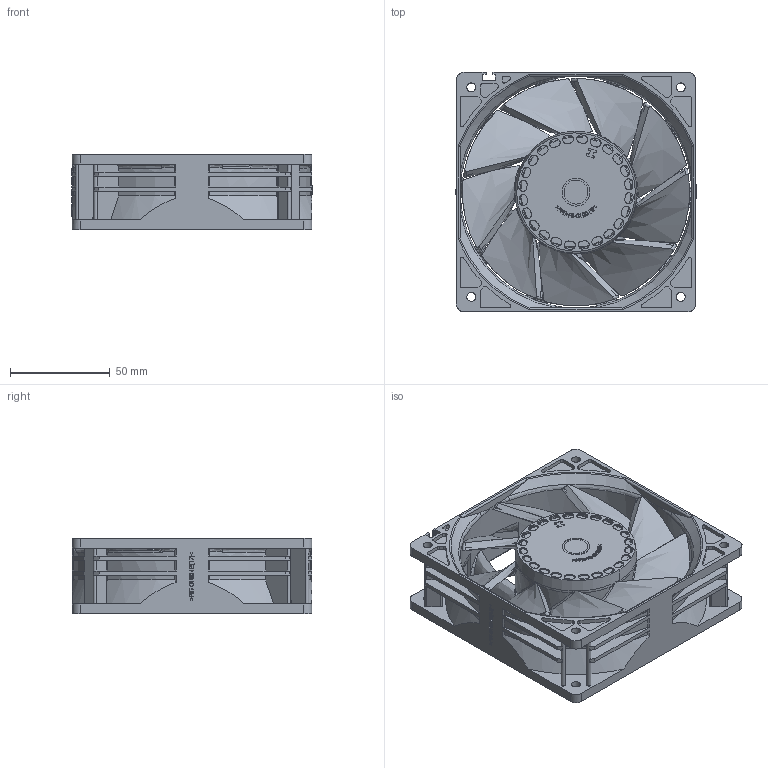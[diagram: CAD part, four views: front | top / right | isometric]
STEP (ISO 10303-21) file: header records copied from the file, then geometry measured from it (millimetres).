
FILE_DESCRIPTION (( 'STEP AP214' ), '1' );
FILE_NAME ('GTW012FU804.STEP', '2017-12-20T01:21:00', ( 'Delta' ), ( '' ), 'SwSTEP 2.0', 'SolidWorks 2011', '' );
FILE_SCHEMA (( 'AUTOMOTIVE_DESIGN' ));
Length unit declared in the file: millimetre
Products named in the file (1): GTW012FU804
Bounding box: 120.4 x 120.2 x 38 mm (x, y, z)
Volume: 127327.9 mm3; surface area: 110624.1 mm2
Topology: 3 solids, 3 shells, 2427 faces, 6719 edges, 4355 vertices
Faces by surface type: plane 905, bspline 716, cylinder 709, torus 52, cone 45
Entity records: 182514 total; most frequent: CARTESIAN_POINT 101595, ORIENTED_EDGE 13308, DIRECTION 8024, EDGE_CURVE 6654, VERTEX_POINT 4355, B_SPLINE_CURVE_WITH_KNOTS 2912, LINE 2734, VECTOR 2734
